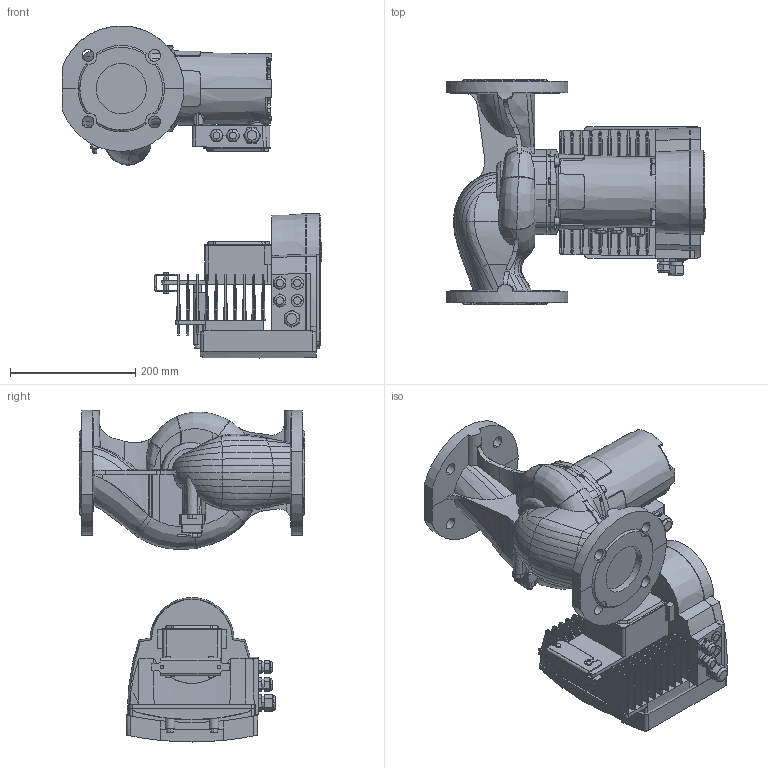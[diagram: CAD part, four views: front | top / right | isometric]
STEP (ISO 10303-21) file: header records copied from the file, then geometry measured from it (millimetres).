
FILE_DESCRIPTION (( 'STEP AP214' ), '1' );
FILE_NAME ('ModulA 80-12 360 GREEN PN6.STEP', '2014-07-15T11:18:14', ( '' ), ( '' ), 'SwSTEP 2.0', 'SolidWorks 2011', '' );
FILE_SCHEMA (( 'AUTOMOTIVE_DESIGN' ));
Length unit declared in the file: millimetre
Products named in the file (1): ModulA 80-12 360 GREEN PN6
Bounding box: 413.6 x 360 x 529.55 mm (x, y, z)
Volume: 13170332 mm3; surface area: 1235751.3 mm2
Topology: 16 solids, 20 shells, 1813 faces, 4830 edges, 3113 vertices
Faces by surface type: plane 694, bspline 519, cylinder 419, cone 133, torus 44, sphere 4
Entity records: 121517 total; most frequent: CARTESIAN_POINT 61088, ORIENTED_EDGE 9606, DIRECTION 6511, EDGE_CURVE 4803, VERTEX_POINT 3113, AXIS2_PLACEMENT_3D 2234, VECTOR 2043, LINE 2043
